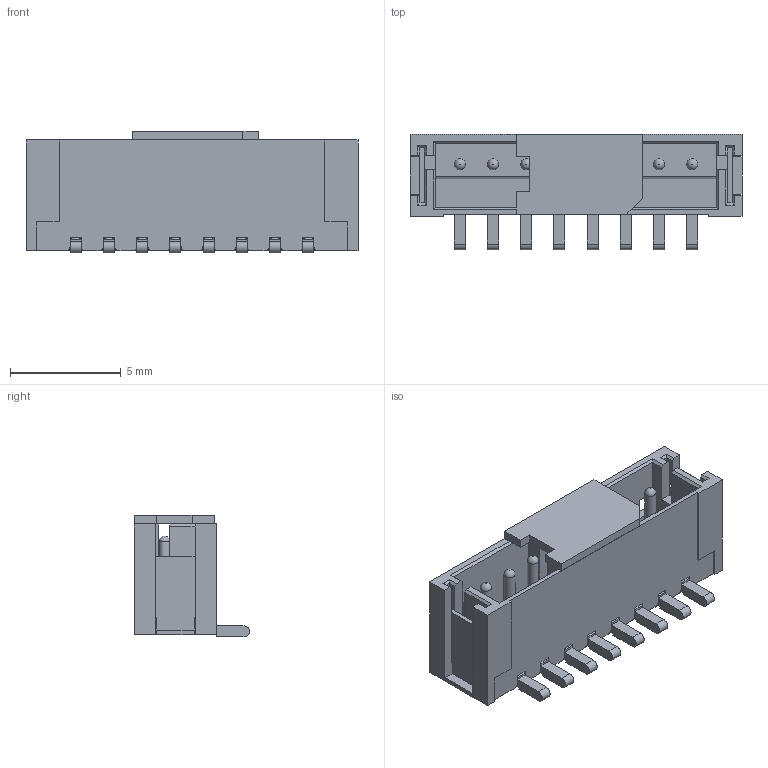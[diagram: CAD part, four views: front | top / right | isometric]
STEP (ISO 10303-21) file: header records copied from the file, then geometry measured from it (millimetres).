
FILE_DESCRIPTION(/* description */ ('Unknown'),/* implementation_level */ '2;1');
FILE_NAME(/* name */ '679308124022',/* time_stamp */ '2018-10-30T17:17:11+01:00',/* author */ ('Unknown'),/* organization */ ('Unknown'),/* preprocessor_version */ 'ST-DEVELOPER v16.7',/* originating_system */ 'DEX',/* authorisation */ $);
FILE_SCHEMA (('AUTOMOTIVE_DESIGN {1 0 10303 214 3 1 1}'));
Length unit declared in the file: millimetre
Products named in the file (5): 6793xx124022; 679308124022; 6793xx124022_PIN; 6793xx124022_CAP; 6793xx124022_PATTE
Assembly tree (12 placements, depth 2):
  6793xx124022
    679308124022
    6793xx124022_PIN  x8
    6793xx124022_CAP
    6793xx124022_PATTE  x2
Bounding box: 15 x 5.2 x 5.5 mm (x, y, z)
Volume: 141.7 mm3; surface area: 719.2 mm2
Topology: 12 solids, 12 shells, 382 faces, 1026 edges, 636 vertices
Faces by surface type: plane 278, cylinder 48, bspline 32, torus 24
Full cylindrical faces by diameter (mm): 0.5 x16
Entity records: 6436 total; most frequent: CARTESIAN_POINT 1175, ORIENTED_EDGE 1072, DIRECTION 1014, EDGE_CURVE 536, LINE 464, VECTOR 464, VERTEX_POINT 356, AXIS2_PLACEMENT_3D 275
